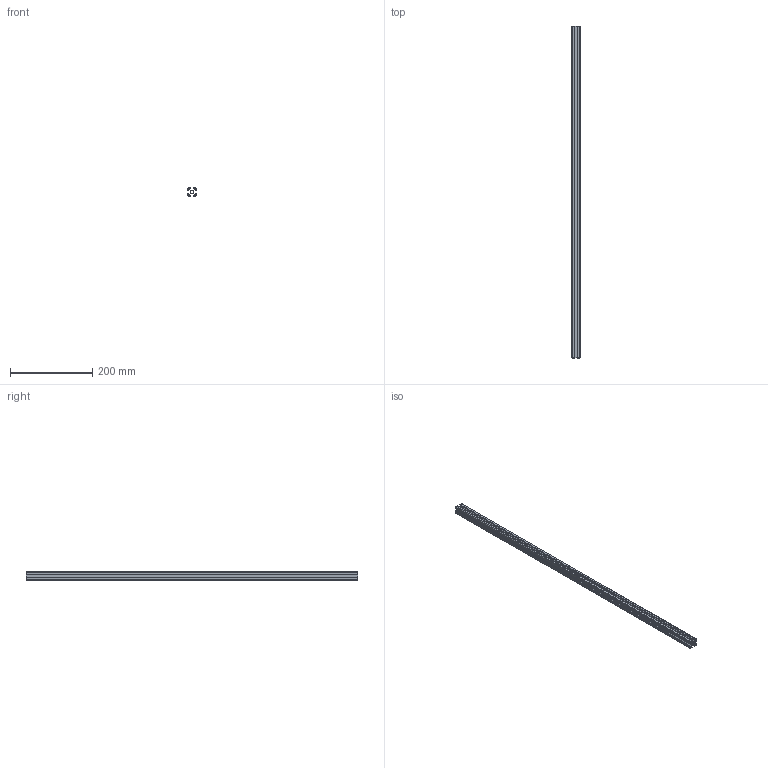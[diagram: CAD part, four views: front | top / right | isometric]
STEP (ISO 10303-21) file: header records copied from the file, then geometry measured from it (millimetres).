
FILE_DESCRIPTION (( 'STEP AP214' ), '1' );
FILE_NAME ('alux20x20.STEP', '2021-02-08T07:37:21', ( '' ), ( '' ), 'SwSTEP 2.0', 'SolidWorks 2020', '' );
FILE_SCHEMA (( 'AUTOMOTIVE_DESIGN' ));
Length unit declared in the file: millimetre
Products named in the file (1): alux20x20
Bounding box: 20 x 807 x 20 mm (x, y, z)
Volume: 133602.8 mm3; surface area: 146431.9 mm2
Topology: 1 solids, 1 shells, 83 faces, 243 edges, 162 vertices
Faces by surface type: plane 74, cylinder 9
Entity records: 3666 total; most frequent: CARTESIAN_POINT 489, ORIENTED_EDGE 486, DIRECTION 429, EDGE_CURVE 243, VECTOR 225, LINE 225, VERTEX_POINT 162, AXIS2_PLACEMENT_3D 102
